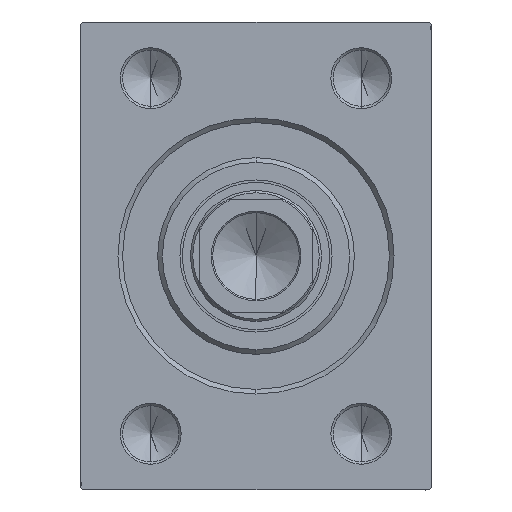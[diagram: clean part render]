
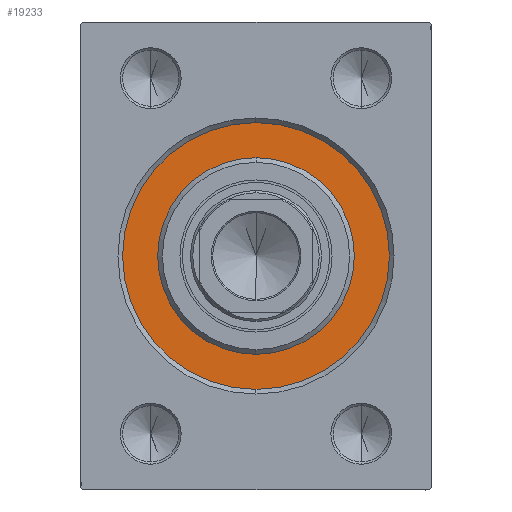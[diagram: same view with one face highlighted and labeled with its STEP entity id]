
A CAD part, left-side view. The second image highlights one B-rep face of the part: STEP entity #19233.
In plain terms, the highlighted face is planar.
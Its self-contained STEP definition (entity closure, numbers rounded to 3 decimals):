
#135 = DIRECTION ( 'NONE',  ( 0., 0., 1. ) ) ;
#1560 = EDGE_LOOP ( 'NONE', ( #27341, #35285 ) ) ;
#2155 = DIRECTION ( 'NONE',  ( 1., 0., 0. ) ) ;
#2631 = AXIS2_PLACEMENT_3D ( 'NONE', #4429, #35491, #42087 ) ;
#2938 = DIRECTION ( 'NONE',  ( -1., 0., 0. ) ) ;
#3378 = AXIS2_PLACEMENT_3D ( 'NONE', #28932, #2155, #42774 ) ;
#3614 = DIRECTION ( 'NONE',  ( 0., 0., 1. ) ) ;
#4331 = ORIENTED_EDGE ( 'NONE', *, *, #20951, .F. ) ;
#4429 = CARTESIAN_POINT ( 'NONE',  ( 0., 0., 0. ) ) ;
#5554 = CIRCLE ( 'NONE', #3378, 21. ) ;
#7363 = FACE_BOUND ( 'NONE', #1560, .T. ) ;
#8255 = CARTESIAN_POINT ( 'NONE',  ( 0., 0., -21. ) ) ;
#8322 = AXIS2_PLACEMENT_3D ( 'NONE', #34598, #17368, #135 ) ;
#8417 = CIRCLE ( 'NONE', #2631, 21. ) ;
#9995 = CARTESIAN_POINT ( 'NONE',  ( 0., 0., 28.5 ) ) ;
#10472 = VERTEX_POINT ( 'NONE', #25018 ) ;
#10545 = DIRECTION ( 'NONE',  ( 0., 0., 1. ) ) ;
#10987 = CARTESIAN_POINT ( 'NONE',  ( 0., 0., 0. ) ) ;
#11052 = AXIS2_PLACEMENT_3D ( 'NONE', #10987, #41622, #10545 ) ;
#13942 = PLANE ( 'NONE',  #11052 ) ;
#15351 = VERTEX_POINT ( 'NONE', #9995 ) ;
#17248 = CARTESIAN_POINT ( 'NONE',  ( 0., 0., -28.5 ) ) ;
#17368 = DIRECTION ( 'NONE',  ( -1., 0., 0. ) ) ;
#19233 = ADVANCED_FACE ( 'NONE', ( #7363, #32071 ), #13942, .F. ) ;
#20631 = VERTEX_POINT ( 'NONE', #17248 ) ;
#20951 = EDGE_CURVE ( 'NONE', #15351, #20631, #32940, .T. ) ;
#25018 = CARTESIAN_POINT ( 'NONE',  ( 0., 0., 21. ) ) ;
#27341 = ORIENTED_EDGE ( 'NONE', *, *, #40674, .F. ) ;
#28932 = CARTESIAN_POINT ( 'NONE',  ( 0., 0., 0. ) ) ;
#29996 = VERTEX_POINT ( 'NONE', #8255 ) ;
#32071 = FACE_OUTER_BOUND ( 'NONE', #36947, .T. ) ;
#32940 = CIRCLE ( 'NONE', #8322, 28.5 ) ;
#33439 = ORIENTED_EDGE ( 'NONE', *, *, #39425, .F. ) ;
#34434 = CARTESIAN_POINT ( 'NONE',  ( 0., 0., 0. ) ) ;
#34598 = CARTESIAN_POINT ( 'NONE',  ( 0., 0., 0. ) ) ;
#35117 = EDGE_CURVE ( 'NONE', #29996, #10472, #8417, .T. ) ;
#35285 = ORIENTED_EDGE ( 'NONE', *, *, #35117, .F. ) ;
#35491 = DIRECTION ( 'NONE',  ( 1., 0., 0. ) ) ;
#36947 = EDGE_LOOP ( 'NONE', ( #33439, #4331 ) ) ;
#38111 = AXIS2_PLACEMENT_3D ( 'NONE', #34434, #2938, #3614 ) ;
#38849 = CIRCLE ( 'NONE', #38111, 28.5 ) ;
#39425 = EDGE_CURVE ( 'NONE', #20631, #15351, #38849, .T. ) ;
#40674 = EDGE_CURVE ( 'NONE', #10472, #29996, #5554, .T. ) ;
#41622 = DIRECTION ( 'NONE',  ( -1., 0., 0. ) ) ;
#42087 = DIRECTION ( 'NONE',  ( 0., 0., -1. ) ) ;
#42774 = DIRECTION ( 'NONE',  ( 0., 0., -1. ) ) ;
